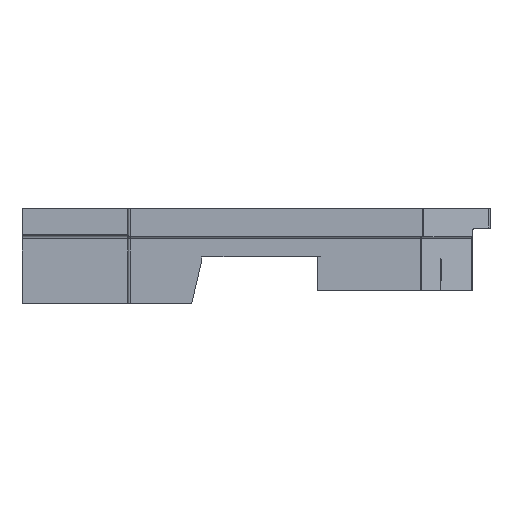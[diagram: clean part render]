
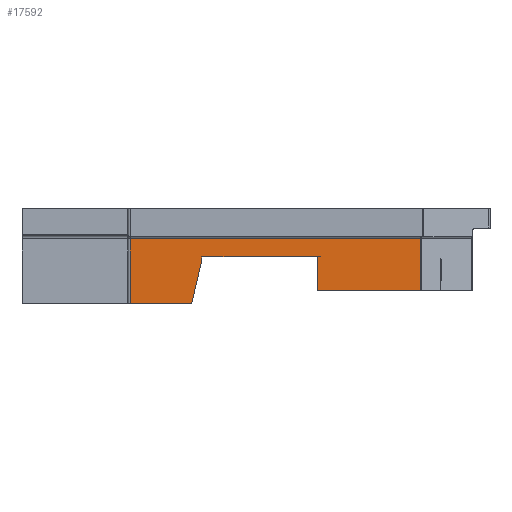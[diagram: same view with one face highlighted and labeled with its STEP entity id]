
A CAD part, left-side view. The second image highlights one B-rep face of the part: STEP entity #17592.
In plain terms, the highlighted planar face has unit normal (-1, 0, 0).
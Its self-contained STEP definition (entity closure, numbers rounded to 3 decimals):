
#2525=FACE_OUTER_BOUND('',#3534,.T.);
#3534=EDGE_LOOP('',(#15669,#15670,#15671,#15672,#15673,#15674,#15675,#15676,
#15677));
#4949=LINE('',#34605,#6467);
#4995=LINE('',#34785,#6513);
#5002=LINE('',#34802,#6520);
#5053=LINE('',#35025,#6571);
#5067=LINE('',#35056,#6585);
#5070=LINE('',#35065,#6588);
#5071=LINE('',#35068,#6589);
#5072=LINE('',#35070,#6590);
#5073=LINE('',#35071,#6591);
#6467=VECTOR('',#20649,10.);
#6513=VECTOR('',#20817,10.);
#6520=VECTOR('',#20838,10.);
#6571=VECTOR('',#21075,106.944);
#6585=VECTOR('',#21109,10.);
#6588=VECTOR('',#21122,10.);
#6589=VECTOR('',#21125,23.019);
#6590=VECTOR('',#21126,106.944);
#6591=VECTOR('',#21127,10.);
#8245=VERTEX_POINT('',#34602);
#8246=VERTEX_POINT('',#34604);
#8295=VERTEX_POINT('',#34782);
#8296=VERTEX_POINT('',#34784);
#8299=VERTEX_POINT('',#34800);
#8352=VERTEX_POINT('',#35022);
#8353=VERTEX_POINT('',#35024);
#8362=VERTEX_POINT('',#35067);
#8363=VERTEX_POINT('',#35069);
#10676=EDGE_CURVE('',#8246,#8245,#4949,.T.);
#10758=EDGE_CURVE('',#8296,#8295,#4995,.F.);
#10767=EDGE_CURVE('',#8295,#8299,#5002,.T.);
#10867=EDGE_CURVE('',#8352,#8353,#5053,.T.);
#10883=EDGE_CURVE('',#8352,#8296,#5067,.T.);
#10887=EDGE_CURVE('',#8299,#8246,#5070,.T.);
#10888=EDGE_CURVE('',#8245,#8362,#5071,.F.);
#10889=EDGE_CURVE('',#8362,#8363,#5072,.F.);
#10890=EDGE_CURVE('',#8363,#8353,#5073,.T.);
#15669=ORIENTED_EDGE('',*,*,#10676,.T.);
#15670=ORIENTED_EDGE('',*,*,#10888,.T.);
#15671=ORIENTED_EDGE('',*,*,#10889,.T.);
#15672=ORIENTED_EDGE('',*,*,#10890,.T.);
#15673=ORIENTED_EDGE('',*,*,#10867,.F.);
#15674=ORIENTED_EDGE('',*,*,#10883,.T.);
#15675=ORIENTED_EDGE('',*,*,#10758,.T.);
#15676=ORIENTED_EDGE('',*,*,#10767,.T.);
#15677=ORIENTED_EDGE('',*,*,#10887,.T.);
#16739=PLANE('',#18335);
#17592=ADVANCED_FACE('',(#2525),#16739,.F.);
#18335=AXIS2_PLACEMENT_3D('',#35066,#21123,#21124);
#20649=DIRECTION('',(0.,-1.,0.));
#20817=DIRECTION('',(0.,0.,-1.));
#20838=DIRECTION('',(0.,-1.,0.));
#21075=DIRECTION('',(0.,1.,0.));
#21109=DIRECTION('',(0.,-0.225,0.974));
#21122=DIRECTION('',(0.,0.,-1.));
#21123=DIRECTION('center_axis',(1.,0.,0.));
#21124=DIRECTION('ref_axis',(0.,0.,
1.));
#21125=DIRECTION('',(0.,0.,-1.));
#21126=DIRECTION('',(0.,-1.,0.));
#21127=DIRECTION('',(0.,0.,-1.));
#34602=CARTESIAN_POINT('',(-90.487,-107.737,3.857));
#34604=CARTESIAN_POINT('',(-90.487,-69.693,3.857));
#34605=CARTESIAN_POINT('',(-90.487,-41.493,3.857));
#34782=CARTESIAN_POINT('',(-90.487,-27.276,16.401));
#34784=CARTESIAN_POINT('',(-90.487,-27.276,15.413));
#34785=CARTESIAN_POINT('',(-90.487,-27.276,19.607));
#34800=CARTESIAN_POINT('',(-90.487,-69.693,16.401));
#34802=CARTESIAN_POINT('',(-90.487,-25.938,16.401));
#35022=CARTESIAN_POINT('',(-90.487,-23.511,-0.897));
#35024=CARTESIAN_POINT('',(-90.487,-0.794,-0.897));
#35025=CARTESIAN_POINT('',(-90.487,-0.794,-0.897));
#35056=CARTESIAN_POINT('',(-90.487,-18.594,-22.193));
#35065=CARTESIAN_POINT('',(-90.487,-69.693,13.795));
#35066=CARTESIAN_POINT('Origin',(-90.487,0.,
23.812));
#35067=CARTESIAN_POINT('',(-90.487,-107.737,23.019));
#35068=CARTESIAN_POINT('',(-90.487,-107.737,23.019));
#35069=CARTESIAN_POINT('',(-90.487,-0.794,23.019));
#35070=CARTESIAN_POINT('',(-90.487,-0.794,23.019));
#35071=CARTESIAN_POINT('',(-90.487,-0.794,0.));
